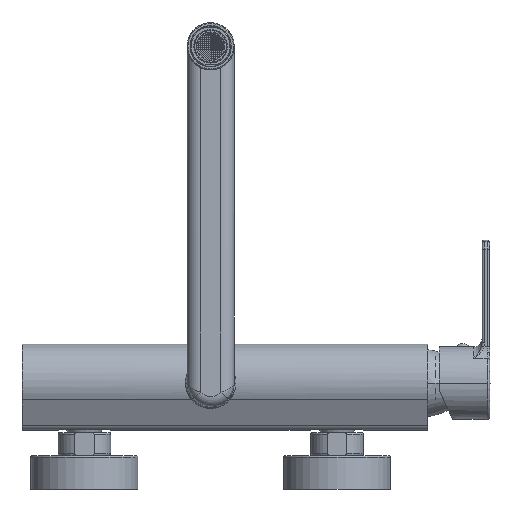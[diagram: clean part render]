
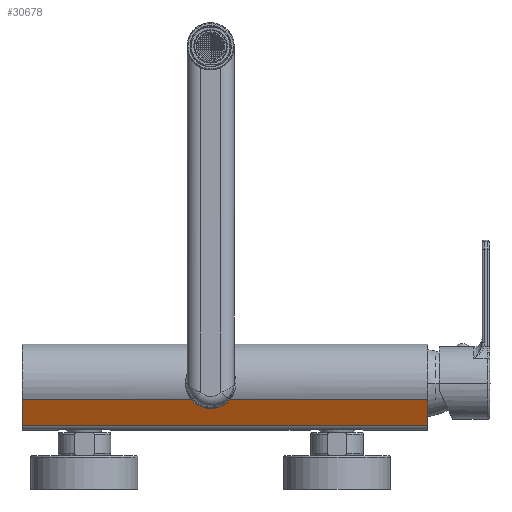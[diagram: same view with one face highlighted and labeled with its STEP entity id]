
A CAD part, front view. The second image highlights one B-rep face of the part: STEP entity #30678.
In plain terms, the highlighted planar face has unit normal (0, -0.904, -0.427).
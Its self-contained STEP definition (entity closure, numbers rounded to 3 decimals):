
#49=DIRECTION('',(0.,0.427,-0.904));
#50=VECTOR('',#49,16.822);
#51=CARTESIAN_POINT('',(129.,-21.028,-9.918));
#52=LINE('',#51,#50);
#174=DIRECTION('',(0.,0.427,-0.904));
#175=VECTOR('',#174,16.822);
#176=CARTESIAN_POINT('',(-112.,-21.028,-9.918));
#177=LINE('',#176,#175);
#275=CARTESIAN_POINT('',(-6.576,-21.028,
-9.918));
#335=CARTESIAN_POINT('',(6.576,-21.028,-9.918));
#345=CARTESIAN_POINT('',(6.576,-21.028,-9.918));
#346=CARTESIAN_POINT('',(6.448,-20.988,-10.003));
#347=CARTESIAN_POINT('',(6.188,-20.911,-10.168));
#348=CARTESIAN_POINT('',(5.792,-20.802,-10.399));
#349=CARTESIAN_POINT('',(5.389,-20.701,-10.613));
#350=CARTESIAN_POINT('',(4.98,-20.607,-10.811));
#351=CARTESIAN_POINT('',(4.565,-20.522,-10.993));
#352=CARTESIAN_POINT('',(4.145,-20.444,-11.158));
#353=CARTESIAN_POINT('',(3.72,-20.374,-11.306));
#354=CARTESIAN_POINT('',(3.292,-20.311,-11.438));
#355=CARTESIAN_POINT('',(2.86,-20.257,-11.554));
#356=CARTESIAN_POINT('',(2.425,-20.21,-11.653));
#357=CARTESIAN_POINT('',(1.988,-20.171,-11.736));
#358=CARTESIAN_POINT('',(1.548,-20.14,-11.802));
#359=CARTESIAN_POINT('',(1.107,-20.117,-11.851));
#360=CARTESIAN_POINT('',(0.665,-20.101,
-11.884));
#361=CARTESIAN_POINT('',(0.221,-20.093,
-11.901));
#362=CARTESIAN_POINT('',(-0.221,-20.093,
-11.901));
#363=CARTESIAN_POINT('',(-0.665,-20.101,
-11.884));
#364=CARTESIAN_POINT('',(-1.107,-20.117,
-11.851));
#365=CARTESIAN_POINT('',(-1.548,-20.14,
-11.802));
#366=CARTESIAN_POINT('',(-1.988,-20.171,
-11.736));
#367=CARTESIAN_POINT('',(-2.425,-20.21,
-11.653));
#368=CARTESIAN_POINT('',(-2.86,-20.257,
-11.554));
#369=CARTESIAN_POINT('',(-3.292,-20.311,
-11.438));
#370=CARTESIAN_POINT('',(-3.72,-20.374,
-11.306));
#371=CARTESIAN_POINT('',(-4.145,-20.444,
-11.158));
#372=CARTESIAN_POINT('',(-4.565,-20.522,
-10.993));
#373=CARTESIAN_POINT('',(-4.98,-20.607,
-10.811));
#374=CARTESIAN_POINT('',(-5.389,-20.701,
-10.613));
#375=CARTESIAN_POINT('',(-5.792,-20.802,
-10.399));
#376=CARTESIAN_POINT('',(-6.188,-20.911,
-10.168));
#377=CARTESIAN_POINT('',(-6.448,-20.988,
-10.003));
#378=CARTESIAN_POINT('',(-6.576,-21.028,
-9.918));
#380=DIRECTION('',(1.,0.,0.));
#381=VECTOR('',#380,122.424);
#382=CARTESIAN_POINT('',(6.576,-21.028,-9.918));
#383=LINE('',#382,#381);
#384=DIRECTION('',(-1.,0.,0.));
#385=VECTOR('',#384,241.);
#386=CARTESIAN_POINT('',(129.,-13.852,-25.133));
#387=LINE('',#386,#385);
#388=DIRECTION('',(1.,0.,0.));
#389=VECTOR('',#388,105.424);
#390=CARTESIAN_POINT('',(-112.,-21.028,-9.918));
#391=LINE('',#390,#389);
#25854=CARTESIAN_POINT('',(-112.,-21.028,-9.918));
#25856=VERTEX_POINT('',#25854);
#25858=CARTESIAN_POINT('',(129.,-21.028,-9.918));
#25860=VERTEX_POINT('',#25858);
#25870=CARTESIAN_POINT('',(-112.,-13.852,-25.133));
#25872=VERTEX_POINT('',#25870);
#25873=CARTESIAN_POINT('',(129.,-13.852,-25.133));
#25874=VERTEX_POINT('',#25873);
#26062=VERTEX_POINT('',#335);
#26063=VERTEX_POINT('',#275);
#30664=CARTESIAN_POINT('',(-112.,-21.028,-9.918));
#30665=DIRECTION('',(0.,-0.904,-0.427));
#30666=DIRECTION('',(0.,0.427,-0.904));
#30667=AXIS2_PLACEMENT_3D('',#30664,#30665,#30666);
#30668=PLANE('',#30667);
#30669=ORIENTED_EDGE('',*,*,#30647,.F.);
#30670=ORIENTED_EDGE('',*,*,#30605,.T.);
#30671=ORIENTED_EDGE('',*,*,#30417,.T.);
#30673=ORIENTED_EDGE('',*,*,#30672,.T.);
#30674=ORIENTED_EDGE('',*,*,#30556,.F.);
#30675=ORIENTED_EDGE('',*,*,#30600,.T.);
#30676=EDGE_LOOP('',(#30669,#30670,#30671,#30673,#30674,#30675));
#30677=FACE_OUTER_BOUND('',#30676,.F.);
#30678=ADVANCED_FACE('',(#30677),#30668,.T.);
#379=B_SPLINE_CURVE_WITH_KNOTS('',3,(#345,#346,#347,#348,#349,#350,#351,#352,
#353,#354,#355,#356,#357,#358,#359,#360,#361,#362,#363,#364,#365,#366,#367,#368,
#369,#370,#371,#372,#373,#374,#375,#376,#377,#378),.UNSPECIFIED.,.F.,.F.,(4,1,1,
1,1,1,1,1,1,1,1,1,1,1,1,1,1,1,1,1,1,1,1,1,1,1,1,1,1,1,1,4),(0.,
0.032,0.065,0.097,0.129,
0.161,0.194,0.226,0.258,
0.29,0.323,0.355,0.387,
0.419,0.452,0.484,0.516,
0.548,0.581,0.613,0.645,
0.677,0.71,0.742,0.774,
0.806,0.839,0.871,0.903,
0.935,0.968,1.),.UNSPECIFIED.);
#30417=EDGE_CURVE('',#25860,#25874,#52,.T.);
#30556=EDGE_CURVE('',#25856,#25872,#177,.T.);
#30600=EDGE_CURVE('',#25856,#26063,#391,.T.);
#30605=EDGE_CURVE('',#26062,#25860,#383,.T.);
#30647=EDGE_CURVE('',#26062,#26063,#379,.T.);
#30672=EDGE_CURVE('',#25874,#25872,#387,.T.);
